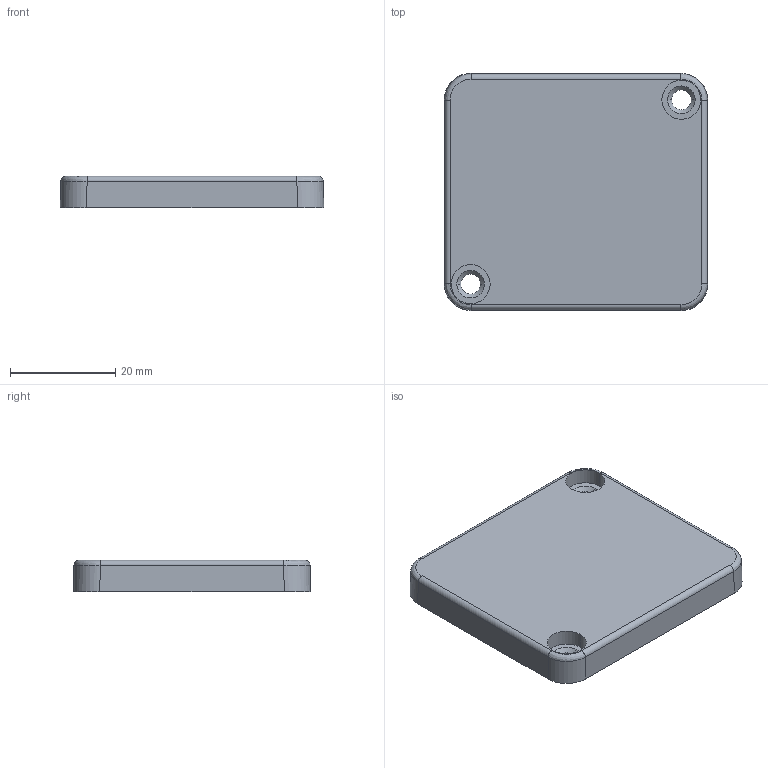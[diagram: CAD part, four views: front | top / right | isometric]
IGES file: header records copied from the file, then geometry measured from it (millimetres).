
Global section: file name: No Iges File Name specified; native system: AutoDesk Inventor R11.0; preprocessor: AutoDesk Inventor Iges Exporter R11.0; author: No Author specified; organization: No Organization specified; date: 20070207.095514; units: millimetre
Bounding box: 50 x 45 x 6 mm (x, y, z)
Volume: 6855.6 mm3; surface area: 6978.3 mm2
Topology: 1 solids, 1 shells, 136 faces, 345 edges, 225 vertices
Faces by surface type: plane 63, bspline 27, revolution 20, cone 16, cylinder 10
